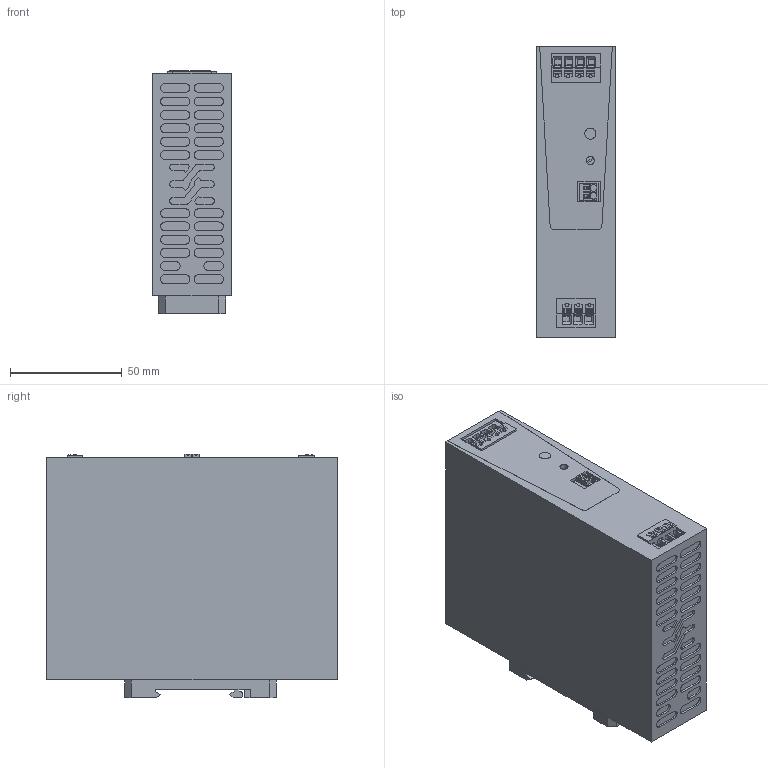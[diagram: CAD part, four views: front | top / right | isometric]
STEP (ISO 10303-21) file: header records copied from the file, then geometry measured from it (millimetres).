
FILE_DESCRIPTION(('CATIA V5 STEP Exchange','CAx-IF Rec.Pracs.--- Model Styling and Organization---1.5--- 2016-08-15','CAx-IF Rec.Pracs.---Supplemental Geometry---1.0---2011-11-01','CAx-IF Rec.Pracs.--- Composite Materials ---1.1---2010-07-15'),'2;1');
FILE_NAME ('D1675479_0', '2025-09-29T07:07:03+00:00', ('none'), ('Weidmueller'), 'CATIA Version 5-6 Release 2024 SP4', 'CATIA V5 STEP AP214 v3', 'none');
FILE_SCHEMA(('AUTOMOTIVE_DESIGN { 1 0 10303 214 1 1 1 1 }'));
Length unit declared in the file: millimetre
Products named in the file (1): S3D_PRO_ECO_120W_24V_5A_ll_Sl
Bounding box: 35 x 130 x 109.2 mm (x, y, z)
Volume: 460981.1 mm3; surface area: 47133.3 mm2
Topology: 1 solids, 1 shells, 744 faces, 1971 edges, 1300 vertices
Faces by surface type: plane 544, cylinder 190, extrusion 10
Entity records: 21997 total; most frequent: CARTESIAN_POINT 4483, ORIENTED_EDGE 3942, DIRECTION 2744, EDGE_CURVE 1971, VECTOR 1474, LINE 1464, VERTEX_POINT 1300, EDGE_LOOP 815
